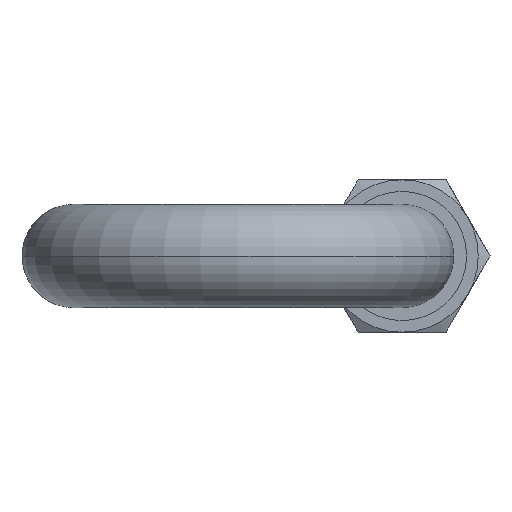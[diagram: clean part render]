
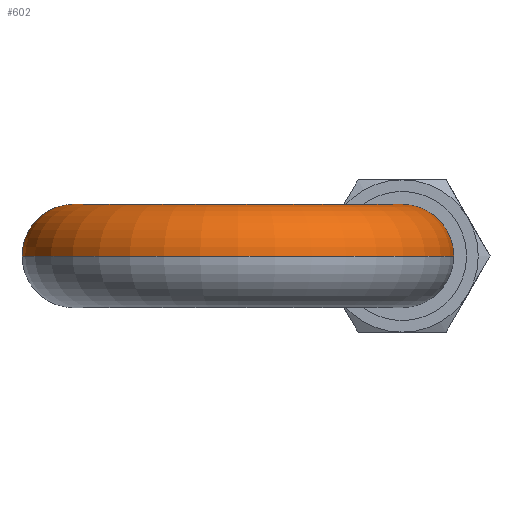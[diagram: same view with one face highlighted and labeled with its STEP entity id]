
A CAD part, front view. The second image highlights one B-rep face of the part: STEP entity #602.
In plain terms, the highlighted toroidal (fillet/blend) face has major radius 15.9 mm and minor radius 5 mm.
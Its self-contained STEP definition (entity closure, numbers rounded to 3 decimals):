
#45 = VERTEX_POINT ( 'NONE', #1770 ) ;
#83 = DIRECTION ( 'NONE',  ( 1., 0., 0. ) ) ;
#90 = CARTESIAN_POINT ( 'NONE',  ( -10.9, -32.1, 0. ) ) ;
#114 = AXIS2_PLACEMENT_3D ( 'NONE', #1360, #713, #1841 ) ;
#128 = VERTEX_POINT ( 'NONE', #90 ) ;
#199 = CARTESIAN_POINT ( 'NONE',  ( 20.9, -32.1, 0. ) ) ;
#223 = AXIS2_PLACEMENT_3D ( 'NONE', #313, #307, #785 ) ;
#279 = CARTESIAN_POINT ( 'NONE',  ( 15.9, -32.1, 0. ) ) ;
#288 = ORIENTED_EDGE ( 'NONE', *, *, #1438, .F. ) ;
#307 = DIRECTION ( 'NONE',  ( 0., 1., 0. ) ) ;
#313 = CARTESIAN_POINT ( 'NONE',  ( 15.9, -32.1, 0. ) ) ;
#326 = AXIS2_PLACEMENT_3D ( 'NONE', #739, #897, #1065 ) ;
#359 = VERTEX_POINT ( 'NONE', #199 ) ;
#364 = EDGE_LOOP ( 'NONE', ( #724, #1940, #1928, #288, #851 ) ) ;
#552 = EDGE_CURVE ( 'NONE', #128, #1104, #1808, .T. ) ;
#602 = ADVANCED_FACE ( 'NONE', ( #1321 ), #907, .T. ) ;
#614 = AXIS2_PLACEMENT_3D ( 'NONE', #1054, #1220, #83 ) ;
#626 = DIRECTION ( 'NONE',  ( 0., 1., 0. ) ) ;
#674 = DIRECTION ( 'NONE',  ( 1., 0., 0. ) ) ;
#713 = DIRECTION ( 'NONE',  ( 0., -1., 0. ) ) ;
#724 = ORIENTED_EDGE ( 'NONE', *, *, #1046, .T. ) ;
#739 = CARTESIAN_POINT ( 'NONE',  ( 0., -32.1, 0. ) ) ;
#785 = DIRECTION ( 'NONE',  ( 0., 0., 1. ) ) ;
#809 = VERTEX_POINT ( 'NONE', #1746 ) ;
#846 = EDGE_CURVE ( 'NONE', #45, #359, #1475, .T. ) ;
#851 = ORIENTED_EDGE ( 'NONE', *, *, #552, .F. ) ;
#881 = CIRCLE ( 'NONE', #1419, 5. ) ;
#897 = DIRECTION ( 'NONE',  ( 0., 0., 1. ) ) ;
#902 = AXIS2_PLACEMENT_3D ( 'NONE', #985, #1460, #674 ) ;
#907 = TOROIDAL_SURFACE ( 'NONE', #326, 15.9, 5. ) ;
#985 = CARTESIAN_POINT ( 'NONE',  ( 0., -32.1, 0. ) ) ;
#1046 = EDGE_CURVE ( 'NONE', #128, #45, #1964, .T. ) ;
#1054 = CARTESIAN_POINT ( 'NONE',  ( 0., -32.1, 0. ) ) ;
#1065 = DIRECTION ( 'NONE',  ( 1., 0., 0. ) ) ;
#1104 = VERTEX_POINT ( 'NONE', #1694 ) ;
#1220 = DIRECTION ( 'NONE',  ( 0., 0., 1. ) ) ;
#1250 = DIRECTION ( 'NONE',  ( 0., 0., 1. ) ) ;
#1321 = FACE_OUTER_BOUND ( 'NONE', #364, .T. ) ;
#1360 = CARTESIAN_POINT ( 'NONE',  ( -15.9, -32.1, 0. ) ) ;
#1419 = AXIS2_PLACEMENT_3D ( 'NONE', #279, #626, #1250 ) ;
#1438 = EDGE_CURVE ( 'NONE', #1104, #809, #1682, .T. ) ;
#1460 = DIRECTION ( 'NONE',  ( 0., 0., 1. ) ) ;
#1475 = CIRCLE ( 'NONE', #902, 20.9 ) ;
#1682 = CIRCLE ( 'NONE', #223, 5. ) ;
#1694 = CARTESIAN_POINT ( 'NONE',  ( 10.9, -32.1, 0. ) ) ;
#1746 = CARTESIAN_POINT ( 'NONE',  ( 15.9, -32.1, 5. ) ) ;
#1770 = CARTESIAN_POINT ( 'NONE',  ( -20.9, -32.1, 0. ) ) ;
#1808 = CIRCLE ( 'NONE', #614, 10.9 ) ;
#1841 = DIRECTION ( 'NONE',  ( 0., 0., 1. ) ) ;
#1928 = ORIENTED_EDGE ( 'NONE', *, *, #2000, .F. ) ;
#1940 = ORIENTED_EDGE ( 'NONE', *, *, #846, .T. ) ;
#1964 = CIRCLE ( 'NONE', #114, 5. ) ;
#2000 = EDGE_CURVE ( 'NONE', #809, #359, #881, .T. ) ;
